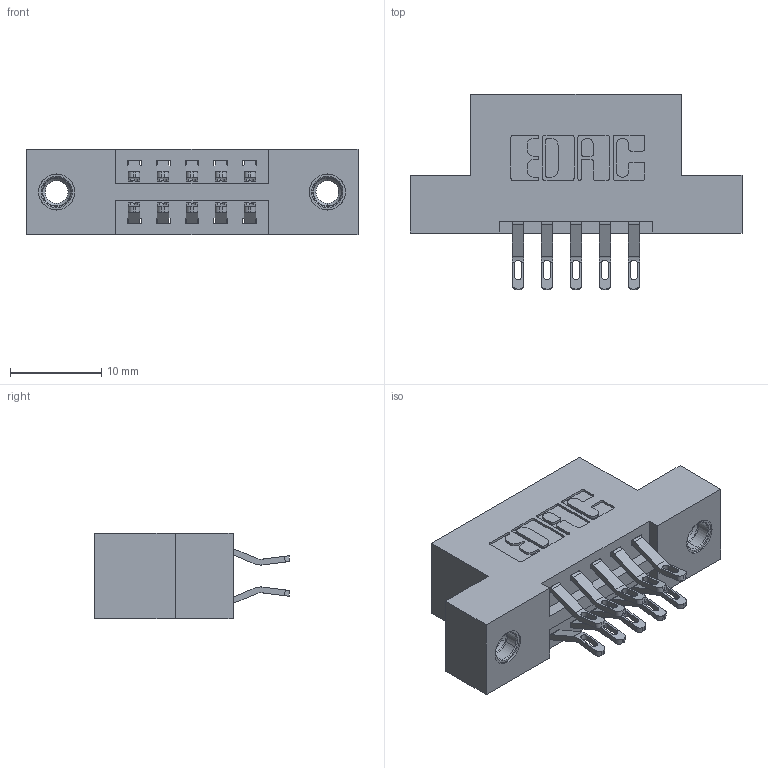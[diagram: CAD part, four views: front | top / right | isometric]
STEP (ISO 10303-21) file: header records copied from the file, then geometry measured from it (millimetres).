
FILE_DESCRIPTION (( 'STEP AP203' ), '1' );
FILE_NAME ('396-010-555-207.STEP', '2018-08-31T03:26:45', ( '' ), ( '' ), 'SwSTEP 2.0', 'SolidWorks 2016', '' );
FILE_SCHEMA (( 'CONFIG_CONTROL_DESIGN' ));
Length unit declared in the file: inch
Products named in the file (4): 346 Part_Flush Mounting Lugs - 0.156 Dia-TI; 345-292-001_555 Tail; 345-250-001_345-250-005-103; 396-010-555-207
Assembly tree (13 placements, depth 2):
  396-010-555-207
    346 Part_Flush Mounting Lugs - 0.156 Dia-TI
    345-292-001_555 Tail  x10
    345-250-001_345-250-005-103  x2
Bounding box: 36.45 x 21.46 x 9.4 mm (x, y, z)
Volume: 3282.3 mm3; surface area: 4067.4 mm2
Topology: 13 solids, 13 shells, 762 faces, 2295 edges, 1522 vertices
Faces by surface type: plane 438, cylinder 308, cone 12, torus 4
Entity records: 9756 total; most frequent: CARTESIAN_POINT 1677, ORIENTED_EDGE 1574, DIRECTION 1525, EDGE_CURVE 787, VECTOR 595, LINE 595, VERTEX_POINT 520, AXIS2_PLACEMENT_3D 465
